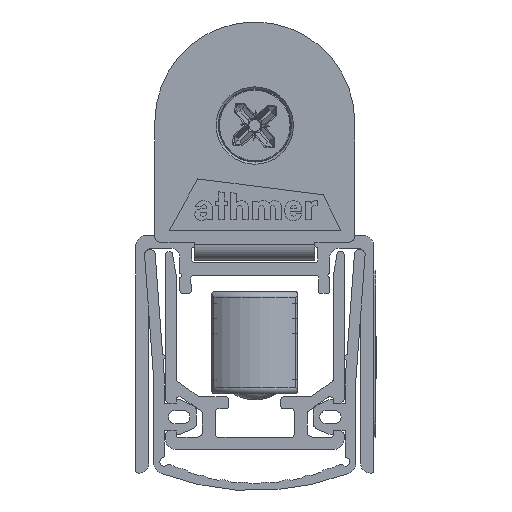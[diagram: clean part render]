
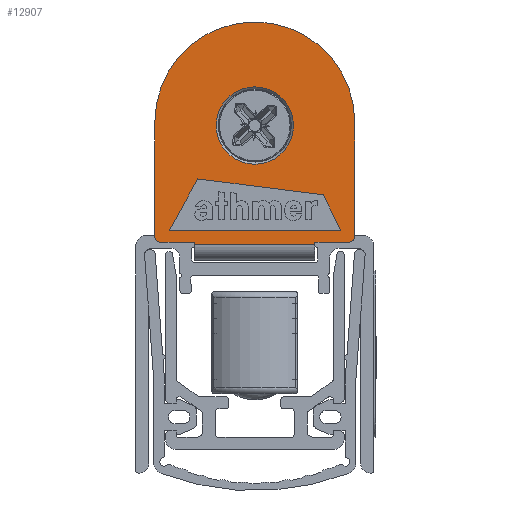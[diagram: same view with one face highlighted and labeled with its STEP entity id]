
A CAD part, front view. The second image highlights one B-rep face of the part: STEP entity #12907.
In plain terms, the highlighted planar face has unit normal (0, -1, 0).
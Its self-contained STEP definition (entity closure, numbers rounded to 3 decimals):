
#952=CIRCLE('',#14114,0.5);
#953=CIRCLE('',#14115,8.4);
#954=CIRCLE('',#14116,0.5);
#955=CIRCLE('',#14117,3.25);
#2420=ORIENTED_EDGE('',*,*,#5578,.T.);
#2421=ORIENTED_EDGE('',*,*,#5579,.T.);
#2422=ORIENTED_EDGE('',*,*,#5580,.T.);
#2423=ORIENTED_EDGE('',*,*,#5581,.T.);
#2424=ORIENTED_EDGE('',*,*,#5582,.F.);
#2425=ORIENTED_EDGE('',*,*,#5583,.T.);
#2426=ORIENTED_EDGE('',*,*,#5584,.T.);
#2427=ORIENTED_EDGE('',*,*,#5585,.T.);
#2428=ORIENTED_EDGE('',*,*,#5586,.T.);
#2429=ORIENTED_EDGE('',*,*,#5587,.T.);
#2430=ORIENTED_EDGE('',*,*,#5588,.T.);
#2431=ORIENTED_EDGE('',*,*,#5589,.T.);
#2432=ORIENTED_EDGE('',*,*,#5590,.T.);
#2433=ORIENTED_EDGE('',*,*,#5591,.T.);
#2434=ORIENTED_EDGE('',*,*,#5592,.T.);
#5578=EDGE_CURVE('',#7274,#7275,#8565,.T.);
#5579=EDGE_CURVE('',#7275,#7276,#952,.T.);
#5580=EDGE_CURVE('',#7276,#7277,#8566,.T.);
#5581=EDGE_CURVE('',#7277,#7278,#953,.T.);
#5582=EDGE_CURVE('',#7279,#7278,#8567,.T.);
#5583=EDGE_CURVE('',#7279,#7280,#954,.T.);
#5584=EDGE_CURVE('',#7280,#7281,#8568,.T.);
#5585=EDGE_CURVE('',#7281,#7282,#8569,.T.);
#5586=EDGE_CURVE('',#7282,#7283,#8570,.F.);
#5587=EDGE_CURVE('',#7283,#7274,#8571,.T.);
#5588=EDGE_CURVE('',#7284,#7284,#955,.F.);
#5589=EDGE_CURVE('',#7285,#7286,#8572,.T.);
#5590=EDGE_CURVE('',#7286,#7287,#8573,.T.);
#5591=EDGE_CURVE('',#7287,#7288,#8574,.T.);
#5592=EDGE_CURVE('',#7288,#7285,#8575,.T.);
#7274=VERTEX_POINT('',#19311);
#7275=VERTEX_POINT('',#19312);
#7276=VERTEX_POINT('',#19314);
#7277=VERTEX_POINT('',#19316);
#7278=VERTEX_POINT('',#19318);
#7279=VERTEX_POINT('',#19320);
#7280=VERTEX_POINT('',#19322);
#7281=VERTEX_POINT('',#19324);
#7282=VERTEX_POINT('',#19326);
#7283=VERTEX_POINT('',#19328);
#7284=VERTEX_POINT('',#19331);
#7285=VERTEX_POINT('',#19333);
#7286=VERTEX_POINT('',#19334);
#7287=VERTEX_POINT('',#19336);
#7288=VERTEX_POINT('',#19338);
#8565=LINE('',#19310,#9832);
#8566=LINE('',#19315,#9833);
#8567=LINE('',#19319,#9834);
#8568=LINE('',#19323,#9835);
#8569=LINE('',#19325,#9836);
#8570=LINE('',#19327,#9837);
#8571=LINE('',#19329,#9838);
#8572=LINE('',#19332,#9839);
#8573=LINE('',#19335,#9840);
#8574=LINE('',#19337,#9841);
#8575=LINE('',#19339,#9842);
#9832=VECTOR('',#16030,1000.);
#9833=VECTOR('',#16033,1000.);
#9834=VECTOR('',#16036,1000.);
#9835=VECTOR('',#16039,1000.);
#9836=VECTOR('',#16040,1000.);
#9837=VECTOR('',#16041,1000.);
#9838=VECTOR('',#16042,1000.);
#9839=VECTOR('',#16045,1000.);
#9840=VECTOR('',#16046,1000.);
#9841=VECTOR('',#16047,1000.);
#9842=VECTOR('',#16048,1000.);
#10880=EDGE_LOOP('',(#2420,#2421,#2422,#2423,#2424,#2425,#2426,#2427,#2428,
#2429));
#10881=EDGE_LOOP('',(#2430));
#10882=EDGE_LOOP('',(#2431,#2432,#2433,#2434));
#11668=FACE_BOUND('',#10880,.T.);
#11669=FACE_BOUND('',#10881,.T.);
#11670=FACE_BOUND('',#10882,.T.);
#12332=PLANE('',#14113);
#12907=ADVANCED_FACE('',(#11668,#11669,#11670),#12332,.T.);
#14113=AXIS2_PLACEMENT_3D('',#19309,#16028,#16029);
#14114=AXIS2_PLACEMENT_3D('',#19313,#16031,#16032);
#14115=AXIS2_PLACEMENT_3D('',#19317,#16034,#16035);
#14116=AXIS2_PLACEMENT_3D('',#19321,#16037,#16038);
#14117=AXIS2_PLACEMENT_3D('',#19330,#16043,#16044);
#16028=DIRECTION('',(0.,-1.,0.));
#16029=DIRECTION('',(0.,0.,-1.));
#16030=DIRECTION('',(1.,0.,0.));
#16031=DIRECTION('',(0.,-1.,0.));
#16032=DIRECTION('',(0.,0.,-1.));
#16033=DIRECTION('',(0.,0.,1.));
#16034=DIRECTION('',(0.,-1.,0.));
#16035=DIRECTION('',(1.,0.,0.));
#16036=DIRECTION('',(0.,0.,1.));
#16037=DIRECTION('',(0.,-1.,0.));
#16038=DIRECTION('',(0.,0.,-1.));
#16039=DIRECTION('',(1.,0.,0.));
#16040=DIRECTION('',(0.,0.,-1.));
#16041=DIRECTION('',(-1.,0.,0.));
#16042=DIRECTION('',(0.,0.,1.));
#16043=DIRECTION('',(0.,-1.,0.));
#16044=DIRECTION('',(0.,0.,-1.));
#16045=DIRECTION('',(0.436,0.,-0.9));
#16046=DIRECTION('',(-1.,0.,0.));
#16047=DIRECTION('',(0.486,0.,0.874));
#16048=DIRECTION('',(0.992,0.,-0.126));
#19309=CARTESIAN_POINT('',(8.4,0.,0.));
#19310=CARTESIAN_POINT('',(5.05,0.,1.5));
#19311=CARTESIAN_POINT('',(5.05,0.,1.5));
#19312=CARTESIAN_POINT('',(7.9,0.,1.5));
#19313=CARTESIAN_POINT('',(7.9,0.,2.));
#19314=CARTESIAN_POINT('',(8.4,0.,2.));
#19315=CARTESIAN_POINT('',(8.4,0.,0.));
#19316=CARTESIAN_POINT('',(8.4,0.,11.6));
#19317=CARTESIAN_POINT('',(0.,0.,11.6));
#19318=CARTESIAN_POINT('',(-8.4,0.,11.6));
#19319=CARTESIAN_POINT('',(-8.4,0.,0.));
#19320=CARTESIAN_POINT('',(-8.4,0.,2.));
#19321=CARTESIAN_POINT('',(-7.9,0.,2.));
#19322=CARTESIAN_POINT('',(-7.9,0.,1.5));
#19323=CARTESIAN_POINT('',(-8.4,0.,1.5));
#19324=CARTESIAN_POINT('',(-5.05,0.,1.5));
#19325=CARTESIAN_POINT('',(-5.05,0.,1.5));
#19326=CARTESIAN_POINT('',(-5.05,0.,1.3));
#19327=CARTESIAN_POINT('',(8.4,0.,1.3));
#19328=CARTESIAN_POINT('',(5.05,0.,1.3));
#19329=CARTESIAN_POINT('',(5.05,0.,0.));
#19330=CARTESIAN_POINT('',(0.,0.,11.3));
#19331=CARTESIAN_POINT('',(0.,0.,8.05));
#19332=CARTESIAN_POINT('',(5.765,0.,5.474));
#19333=CARTESIAN_POINT('',(5.765,0.,5.474));
#19334=CARTESIAN_POINT('',(7.204,0.,2.5));
#19335=CARTESIAN_POINT('',(7.204,0.,2.5));
#19336=CARTESIAN_POINT('',(-7.187,0.,2.5));
#19337=CARTESIAN_POINT('',(-7.187,0.,2.5));
#19338=CARTESIAN_POINT('',(-4.788,0.,6.817));
#19339=CARTESIAN_POINT('',(-4.788,0.,6.817));
